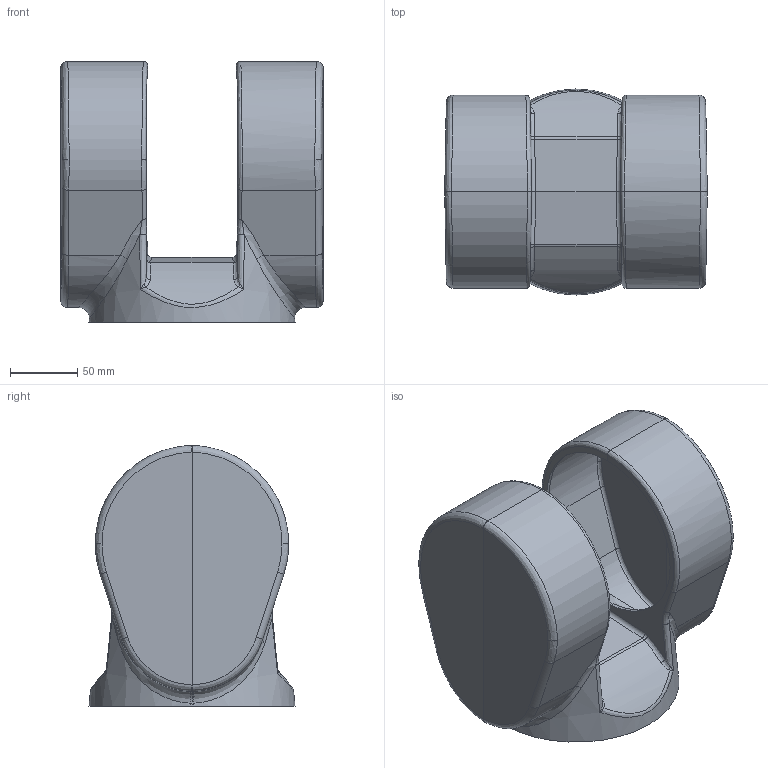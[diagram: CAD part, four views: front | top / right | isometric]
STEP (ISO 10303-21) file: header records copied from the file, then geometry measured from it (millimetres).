
FILE_DESCRIPTION (( 'STEP AP203' ), '1' );
FILE_NAME ('S1.STEP', '2014-09-30T14:19:05', ( '' ), ( '' ), 'SwSTEP 2.0', 'SolidWorks 2013', '' );
FILE_SCHEMA (( 'CONFIG_CONTROL_DESIGN' ));
Length unit declared in the file: millimetre
Products named in the file (1): S1
Bounding box: 195 x 153 x 193.77 mm (x, y, z)
Surface area: 238878.3 mm2 (no closed solid volume)
Topology: 0 solids, 2 shells, 200 faces, 526 edges, 320 vertices
Faces by surface type: bspline 102, cylinder 48, plane 44, cone 6
Entity records: 10582 total; most frequent: CARTESIAN_POINT 6767, ORIENTED_EDGE 900, DIRECTION 554, EDGE_CURVE 518, VERTEX_POINT 320, EDGE_LOOP 200, FACE_OUTER_BOUND 200, ADVANCED_FACE 200
